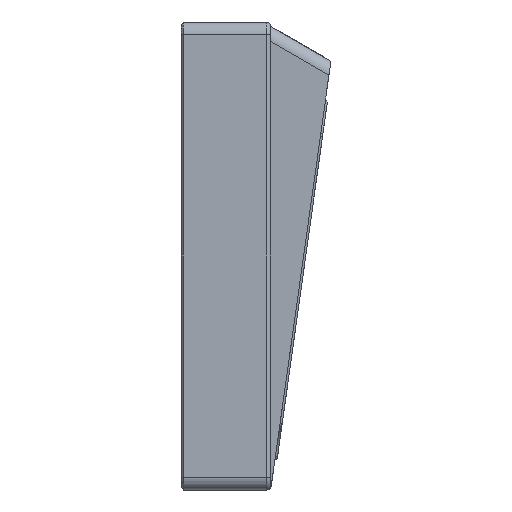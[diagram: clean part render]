
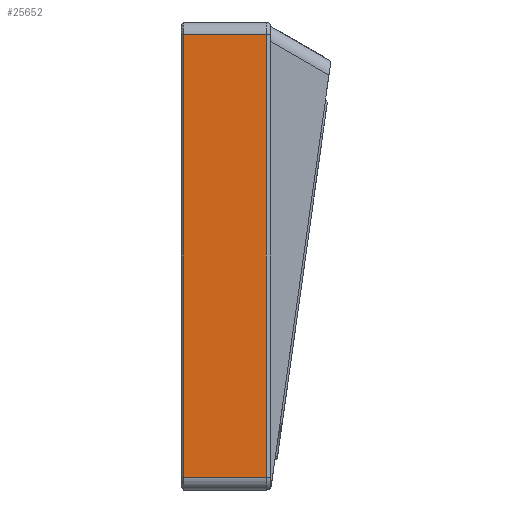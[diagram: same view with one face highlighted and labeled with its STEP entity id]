
A CAD part, left-side view. The second image highlights one B-rep face of the part: STEP entity #25652.
In plain terms, the highlighted planar face has unit normal (-1, 0, 0).
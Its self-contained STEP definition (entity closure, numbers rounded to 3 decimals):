
#1327=PLANE('',#27300);
#2062=FACE_OUTER_BOUND('',#3534,.T.);
#3534=EDGE_LOOP('',(#17884,#17885,#17886,#17887));
#5054=LINE('',#35494,#7477);
#5111=LINE('',#35646,#7534);
#5170=LINE('',#35910,#7593);
#5171=LINE('',#35912,#7594);
#7477=VECTOR('',#29267,10.);
#7534=VECTOR('',#29404,10.);
#7593=VECTOR('',#29721,10.);
#7594=VECTOR('',#29724,10.);
#10728=VERTEX_POINT('',#35484);
#10730=VERTEX_POINT('',#35490);
#10785=VERTEX_POINT('',#35643);
#10786=VERTEX_POINT('',#35645);
#13382=EDGE_CURVE('',#10728,#10730,#5054,.T.);
#13457=EDGE_CURVE('',#10785,#10786,#5111,.T.);
#13592=EDGE_CURVE('',#10786,#10728,#5170,.T.);
#13593=EDGE_CURVE('',#10730,#10785,#5171,.T.);
#17884=ORIENTED_EDGE('',*,*,#13382,.F.);
#17885=ORIENTED_EDGE('',*,*,#13592,.F.);
#17886=ORIENTED_EDGE('',*,*,#13457,.F.);
#17887=ORIENTED_EDGE('',*,*,#13593,.F.);
#25652=ADVANCED_FACE('',(#2062),#1327,.T.);
#27300=AXIS2_PLACEMENT_3D('',#35911,#29722,#29723);
#29267=DIRECTION('',(0.,0.,1.));
#29404=DIRECTION('',(0.,0.,-1.));
#29721=DIRECTION('',(0.,1.,0.));
#29722=DIRECTION('center_axis',(-1.,0.,0.));
#29723=DIRECTION('ref_axis',(0.,0.,1.));
#29724=DIRECTION('',(0.,-1.,0.));
#35484=CARTESIAN_POINT('',(-147.35,17.2,-51.1));
#35490=CARTESIAN_POINT('',(-147.35,17.2,51.1));
#35494=CARTESIAN_POINT('',(-147.35,17.2,-27.05));
#35643=CARTESIAN_POINT('',(-147.35,-2.,51.1));
#35645=CARTESIAN_POINT('',(-147.35,-2.,-51.1));
#35646=CARTESIAN_POINT('',(-147.35,-2.,-27.05));
#35910=CARTESIAN_POINT('',(-147.35,0.,-51.1));
#35911=CARTESIAN_POINT('Origin',(-147.35,0.,-54.1));
#35912=CARTESIAN_POINT('',(-147.35,0.,51.1));
